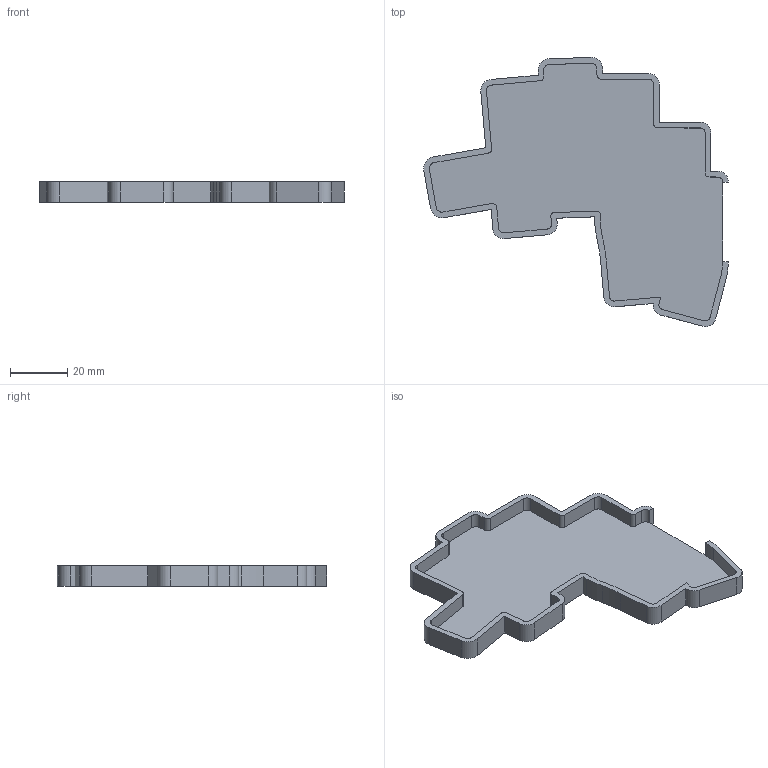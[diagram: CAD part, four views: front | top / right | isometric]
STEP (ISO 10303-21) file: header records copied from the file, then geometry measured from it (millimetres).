
FILE_DESCRIPTION(/* description */ ('KiCad electronic assembly'),/* implementation_level */ '2;1');
FILE_NAME(/* name */ 'smallcat case v2 v1.step',/* time_stamp */ '2024-11-04T09:29:04Z',/* author */ (''),/* organization */ (''),/* preprocessor_version */ 'ST-DEVELOPER v20',/* originating_system */ 'Autodesk Translation Framework v13.20.0.188',/* authorisation */ '');
FILE_SCHEMA (('AUTOMOTIVE_DESIGN { 1 0 10303 214 3 1 1 }'));
Length unit declared in the file: millimetre
Products named in the file (2): smallcat 1; _autosave-smallcat_PCB
Assembly tree (1 placements, depth 2):
  smallcat 1
    _autosave-smallcat_PCB
Bounding box: 106.35 x 93.93 x 7.2 mm (x, y, z)
Volume: 15307.4 mm3; surface area: 16092.9 mm2
Topology: 1 solids, 1 shells, 96 faces, 286 edges, 192 vertices
Faces by surface type: plane 56, cylinder 40
Entity records: 3302 total; most frequent: CARTESIAN_POINT 577, ORIENTED_EDGE 572, DIRECTION 564, EDGE_CURVE 286, LINE 206, VECTOR 206, VERTEX_POINT 192, AXIS2_PLACEMENT_3D 179
